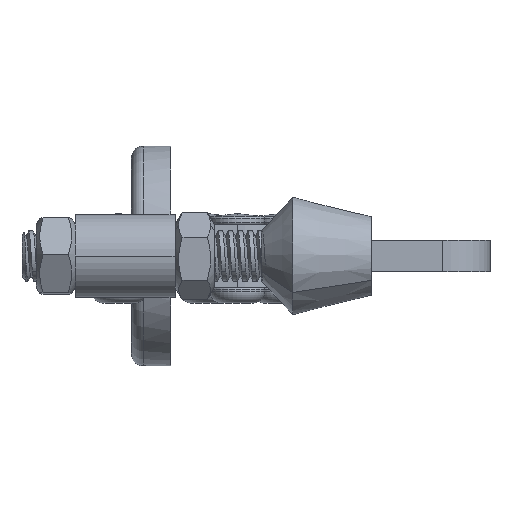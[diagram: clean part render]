
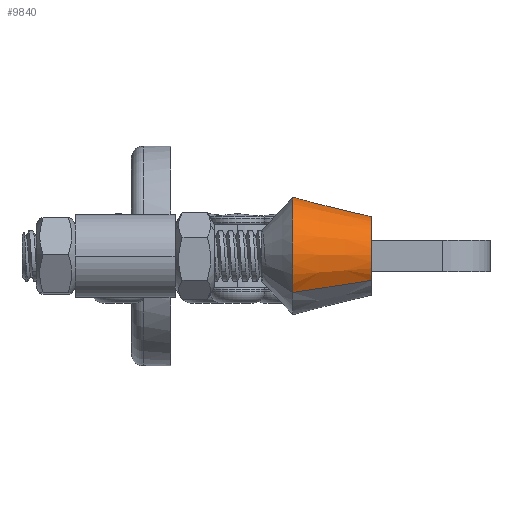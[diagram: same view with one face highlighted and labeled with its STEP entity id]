
A CAD part, left-side view. The second image highlights one B-rep face of the part: STEP entity #9840.
In plain terms, the highlighted conical face has half-angle 14.036 degrees and reference radius 7.5 mm.
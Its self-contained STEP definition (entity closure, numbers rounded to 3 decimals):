
#1597 = CARTESIAN_POINT ( 'NONE',  ( 7.5, 0., 4.5 ) ) ;
#1677 = DIRECTION ( 'NONE',  ( 0.243, 0., 0.97 ) ) ;
#1944 = ORIENTED_EDGE ( 'NONE', *, *, #12309, .T. ) ;
#2451 = CARTESIAN_POINT ( 'NONE',  ( -7.5, 0., 4.5 ) ) ;
#3195 = EDGE_CURVE ( 'NONE', #7125, #4790, #20649, .T. ) ;
#4415 = ORIENTED_EDGE ( 'NONE', *, *, #6916, .F. ) ;
#4566 = VECTOR ( 'NONE', #11751, 1000. ) ;
#4790 = VERTEX_POINT ( 'NONE', #13467 ) ;
#6132 = AXIS2_PLACEMENT_3D ( 'NONE', #20513, #20490, #20465 ) ;
#6916 = EDGE_CURVE ( 'NONE', #17767, #15390, #24478, .T. ) ;
#7125 = VERTEX_POINT ( 'NONE', #9752 ) ;
#8163 = CARTESIAN_POINT ( 'NONE',  ( -5., 0., -5.5 ) ) ;
#9683 = VECTOR ( 'NONE', #1677, 1000. ) ;
#9697 = EDGE_CURVE ( 'NONE', #15390, #4790, #23034, .T. ) ;
#9752 = CARTESIAN_POINT ( 'NONE',  ( 5., 0., -5.5 ) ) ;
#9840 = ADVANCED_FACE ( 'NONE', ( #20056 ), #19415, .T. ) ;
#9890 = EDGE_LOOP ( 'NONE', ( #4415, #1944, #24875, #19629 ) ) ;
#11751 = DIRECTION ( 'NONE',  ( -0.243, 0., 0.97 ) ) ;
#11755 = CARTESIAN_POINT ( 'NONE',  ( -7.5, 0., 4.5 ) ) ;
#12309 = EDGE_CURVE ( 'NONE', #17767, #7125, #18120, .T. ) ;
#13467 = CARTESIAN_POINT ( 'NONE',  ( 7.5, 0., 4.5 ) ) ;
#15284 = AXIS2_PLACEMENT_3D ( 'NONE', #17258, #17168, #17084 ) ;
#15390 = VERTEX_POINT ( 'NONE', #2451 ) ;
#17084 = DIRECTION ( 'NONE',  ( 1., 0., 0. ) ) ;
#17168 = DIRECTION ( 'NONE',  ( 0., 0., 1. ) ) ;
#17258 = CARTESIAN_POINT ( 'NONE',  ( 0., 0., -5.5 ) ) ;
#17767 = VERTEX_POINT ( 'NONE', #8163 ) ;
#17887 = AXIS2_PLACEMENT_3D ( 'NONE', #18266, #18265, #18421 ) ;
#18120 = CIRCLE ( 'NONE', #15284, 5. ) ;
#18265 = DIRECTION ( 'NONE',  ( 0., 0., 1. ) ) ;
#18266 = CARTESIAN_POINT ( 'NONE',  ( 0., 0., 4.5 ) ) ;
#18421 = DIRECTION ( 'NONE',  ( 1., 0., 0. ) ) ;
#19415 = CONICAL_SURFACE ( 'NONE', #17887, 7.5, 0.245 ) ;
#19629 = ORIENTED_EDGE ( 'NONE', *, *, #9697, .F. ) ;
#20056 = FACE_OUTER_BOUND ( 'NONE', #9890, .T. ) ;
#20465 = DIRECTION ( 'NONE',  ( 1., 0., 0. ) ) ;
#20490 = DIRECTION ( 'NONE',  ( 0., 0., 1. ) ) ;
#20513 = CARTESIAN_POINT ( 'NONE',  ( 0., 0., 4.5 ) ) ;
#20649 = LINE ( 'NONE', #1597, #9683 ) ;
#23034 = CIRCLE ( 'NONE', #6132, 7.5 ) ;
#24478 = LINE ( 'NONE', #11755, #4566 ) ;
#24875 = ORIENTED_EDGE ( 'NONE', *, *, #3195, .T. ) ;
